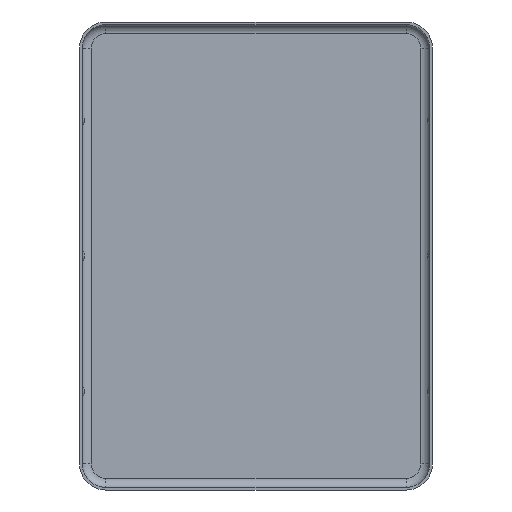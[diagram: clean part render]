
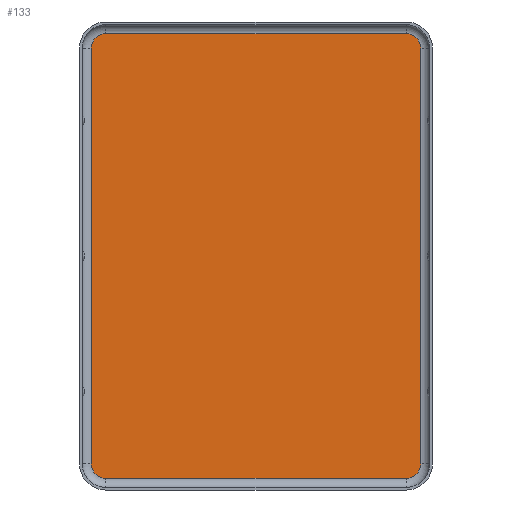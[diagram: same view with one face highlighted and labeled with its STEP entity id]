
A CAD part, front view. The second image highlights one B-rep face of the part: STEP entity #133.
In plain terms, the highlighted planar face has unit normal (0, -1, 0).
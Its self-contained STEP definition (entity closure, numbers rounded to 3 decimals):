
#133 = ADVANCED_FACE( 'NONE', ( #284 ), #285, .T. );
#284 = FACE_OUTER_BOUND( '', #445, .T. );
#285 = PLANE( '', #446 );
#445 = EDGE_LOOP( '', ( #732, #733, #734, #735, #736, #737, #738, #739 ) );
#446 = AXIS2_PLACEMENT_3D( '', #740, #741, #742 );
#732 = ORIENTED_EDGE( '', *, *, #924, .F. );
#733 = ORIENTED_EDGE( '', *, *, #963, .F. );
#734 = ORIENTED_EDGE( '', *, *, #978, .F. );
#735 = ORIENTED_EDGE( '', *, *, #909, .T. );
#736 = ORIENTED_EDGE( '', *, *, #917, .T. );
#737 = ORIENTED_EDGE( '', *, *, #896, .F. );
#738 = ORIENTED_EDGE( '', *, *, #966, .T. );
#739 = ORIENTED_EDGE( '', *, *, #944, .T. );
#740 = CARTESIAN_POINT( '', ( 16.6, 0., -22.95 ) );
#741 = DIRECTION( '', ( 0., -1., 0. ) );
#742 = DIRECTION( '', ( 0., 0., -1. ) );
#896 = EDGE_CURVE( 'NONE', #1051, #1053, #1054, .T. );
#909 = EDGE_CURVE( 'NONE', #1074, #1072, #1075, .T. );
#917 = EDGE_CURVE( 'NONE', #1072, #1053, #1085, .T. );
#924 = EDGE_CURVE( 'NONE', #1094, #1096, #1097, .T. );
#944 = EDGE_CURVE( 'NONE', #1125, #1096, #1126, .T. );
#963 = EDGE_CURVE( 'NONE', #1151, #1094, #1153, .T. );
#966 = EDGE_CURVE( 'NONE', #1051, #1125, #1156, .T. );
#978 = EDGE_CURVE( 'NONE', #1074, #1151, #1174, .T. );
#1051 = VERTEX_POINT( 'NONE', #1258 );
#1053 = VERTEX_POINT( 'NONE', #1260 );
#1054 = CIRCLE( '', #1261, 1.6 );
#1072 = VERTEX_POINT( 'NONE', #1283 );
#1074 = VERTEX_POINT( 'NONE', #1285 );
#1075 = CIRCLE( '', #1286, 1.6 );
#1085 = LINE( '', #1297, #1298 );
#1094 = VERTEX_POINT( 'NONE', #1309 );
#1096 = VERTEX_POINT( 'NONE', #1311 );
#1097 = LINE( '', #1312, #1313 );
#1125 = VERTEX_POINT( 'NONE', #1345 );
#1126 = CIRCLE( '', #1346, 1.6 );
#1151 = VERTEX_POINT( 'NONE', #1376 );
#1153 = CIRCLE( '', #1378, 1.6 );
#1156 = LINE( '', #1382, #1383 );
#1174 = LINE( '', #1407, #1408 );
#1258 = CARTESIAN_POINT( '', ( -18.2, 0., 22.95 ) );
#1260 = CARTESIAN_POINT( '', ( -16.6, 0., 24.55 ) );
#1261 = AXIS2_PLACEMENT_3D( '', #1493, #1494, #1495 );
#1283 = CARTESIAN_POINT( '', ( 16.6, 0., 24.55 ) );
#1285 = CARTESIAN_POINT( '', ( 18.2, 0., 22.95 ) );
#1286 = AXIS2_PLACEMENT_3D( '', #1515, #1516, #1517 );
#1297 = CARTESIAN_POINT( '', ( 16.6, 0., 24.55 ) );
#1298 = VECTOR( '', #1528, 1000. );
#1309 = CARTESIAN_POINT( '', ( 16.6, 0., -24.55 ) );
#1311 = CARTESIAN_POINT( '', ( -16.6, 0., -24.55 ) );
#1312 = CARTESIAN_POINT( '', ( 16.6, 0., -24.55 ) );
#1313 = VECTOR( '', #1537, 1000. );
#1345 = CARTESIAN_POINT( '', ( -18.2, 0., -22.95 ) );
#1346 = AXIS2_PLACEMENT_3D( '', #1566, #1567, #1568 );
#1376 = CARTESIAN_POINT( '', ( 18.2, 0., -22.95 ) );
#1378 = AXIS2_PLACEMENT_3D( '', #1595, #1596, #1597 );
#1382 = CARTESIAN_POINT( '', ( -18.2, 0., 0. ) );
#1383 = VECTOR( '', #1599, 1000. );
#1407 = CARTESIAN_POINT( '', ( 18.2, 0., 0. ) );
#1408 = VECTOR( '', #1609, 1000. );
#1493 = CARTESIAN_POINT( '', ( -16.6, 0., 22.95 ) );
#1494 = DIRECTION( '', ( 0., 1., 0. ) );
#1495 = DIRECTION( '', ( 0., 0., -1. ) );
#1515 = CARTESIAN_POINT( '', ( 16.6, 0., 22.95 ) );
#1516 = DIRECTION( '', ( 0., -1., 0. ) );
#1517 = DIRECTION( '', ( 0., 0., -1. ) );
#1528 = DIRECTION( '', ( -1., 0., 0. ) );
#1537 = DIRECTION( '', ( -1., 0., 0. ) );
#1566 = CARTESIAN_POINT( '', ( -16.6, 0., -22.95 ) );
#1567 = DIRECTION( '', ( 0., -1., 0. ) );
#1568 = DIRECTION( '', ( 0., 0., 1. ) );
#1595 = CARTESIAN_POINT( '', ( 16.6, 0., -22.95 ) );
#1596 = DIRECTION( '', ( 0., 1., 0. ) );
#1597 = DIRECTION( '', ( 0., 0., 1. ) );
#1599 = DIRECTION( '', ( 0., 0., -1. ) );
#1609 = DIRECTION( '', ( 0., 0., -1. ) );
